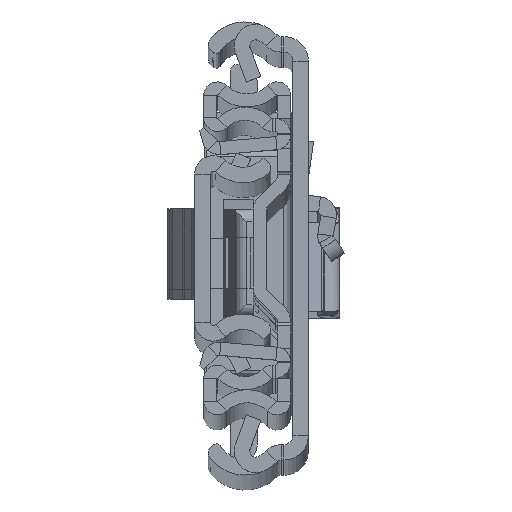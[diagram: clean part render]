
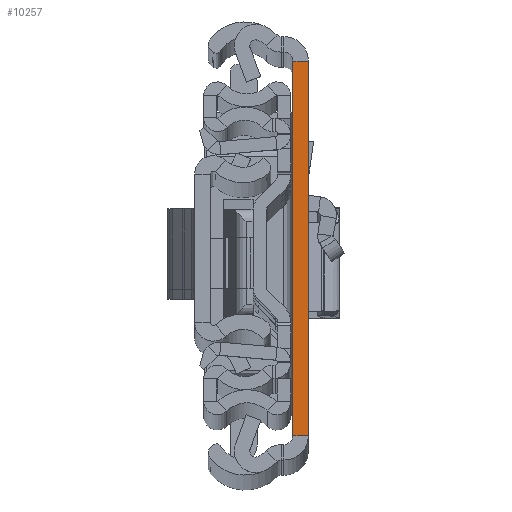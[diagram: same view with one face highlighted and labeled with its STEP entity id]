
A CAD part, top view. The second image highlights one B-rep face of the part: STEP entity #10257.
In plain terms, the highlighted planar face has unit normal (0, 0, 1).
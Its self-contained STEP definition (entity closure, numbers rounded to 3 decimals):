
#536 = VECTOR ( 'NONE', #13899, 1000. ) ;
#875 = DIRECTION ( 'NONE',  ( 1., 0., 0. ) ) ;
#908 = EDGE_CURVE ( 'NONE', #8173, #7177, #6261, .T. ) ;
#1510 = ORIENTED_EDGE ( 'NONE', *, *, #908, .T. ) ;
#2908 = CARTESIAN_POINT ( 'NONE',  ( 0., -31.5, 0. ) ) ;
#4045 = CARTESIAN_POINT ( 'NONE',  ( 0., 31.5, 0. ) ) ;
#4560 = EDGE_LOOP ( 'NONE', ( #10324, #12049, #1510, #7805 ) ) ;
#5140 = VECTOR ( 'NONE', #6123, 1000. ) ;
#5160 = CARTESIAN_POINT ( 'NONE',  ( 2.6, 31.5, 0. ) ) ;
#6123 = DIRECTION ( 'NONE',  ( 0., 1., 0. ) ) ;
#6261 = LINE ( 'NONE', #12325, #536 ) ;
#7129 = PLANE ( 'NONE',  #10843 ) ;
#7177 = VERTEX_POINT ( 'NONE', #16070 ) ;
#7805 = ORIENTED_EDGE ( 'NONE', *, *, #17855, .T. ) ;
#8173 = VERTEX_POINT ( 'NONE', #2908 ) ;
#8433 = CARTESIAN_POINT ( 'NONE',  ( 2.6, -31.5, 0. ) ) ;
#8554 = VECTOR ( 'NONE', #875, 1000. ) ;
#8617 = FACE_OUTER_BOUND ( 'NONE', #4560, .T. ) ;
#8952 = EDGE_CURVE ( 'NONE', #15230, #16747, #17353, .T. ) ;
#10257 = ADVANCED_FACE ( 'NONE', ( #8617 ), #7129, .F. ) ;
#10324 = ORIENTED_EDGE ( 'NONE', *, *, #8952, .F. ) ;
#10682 = CARTESIAN_POINT ( 'NONE',  ( 0., -31.5, 0. ) ) ;
#10843 = AXIS2_PLACEMENT_3D ( 'NONE', #17639, #17829, #14670 ) ;
#11980 = EDGE_CURVE ( 'NONE', #8173, #15230, #13767, .T. ) ;
#12049 = ORIENTED_EDGE ( 'NONE', *, *, #11980, .F. ) ;
#12325 = CARTESIAN_POINT ( 'NONE',  ( 2.6, -31.5, 0. ) ) ;
#12919 = LINE ( 'NONE', #8433, #13503 ) ;
#13503 = VECTOR ( 'NONE', #16073, 1000. ) ;
#13767 = LINE ( 'NONE', #10682, #5140 ) ;
#13899 = DIRECTION ( 'NONE',  ( 1., 0., 0. ) ) ;
#14670 = DIRECTION ( 'NONE',  ( 0., 1., 0. ) ) ;
#15230 = VERTEX_POINT ( 'NONE', #4045 ) ;
#15250 = CARTESIAN_POINT ( 'NONE',  ( 2.6, 31.5, 0. ) ) ;
#16070 = CARTESIAN_POINT ( 'NONE',  ( 2.6, -31.5, 0. ) ) ;
#16073 = DIRECTION ( 'NONE',  ( 0., 1., 0. ) ) ;
#16747 = VERTEX_POINT ( 'NONE', #15250 ) ;
#17353 = LINE ( 'NONE', #5160, #8554 ) ;
#17639 = CARTESIAN_POINT ( 'NONE',  ( 2.6, -31.5, 0. ) ) ;
#17829 = DIRECTION ( 'NONE',  ( 0., 0., -1. ) ) ;
#17855 = EDGE_CURVE ( 'NONE', #7177, #16747, #12919, .T. ) ;
